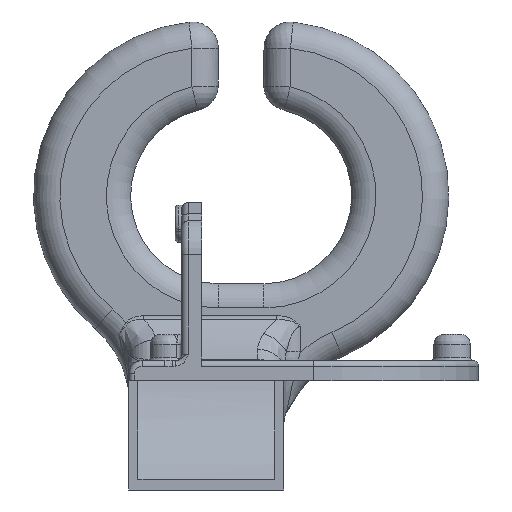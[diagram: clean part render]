
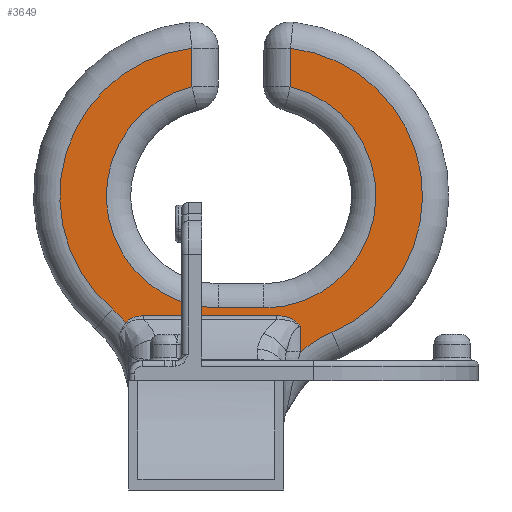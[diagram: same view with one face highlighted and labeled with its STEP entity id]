
A CAD part, left-side view. The second image highlights one B-rep face of the part: STEP entity #3649.
In plain terms, the highlighted planar face has unit normal (-1, 0, 0).
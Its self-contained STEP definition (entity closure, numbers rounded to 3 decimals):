
#245=B_SPLINE_CURVE_WITH_KNOTS('',3,(#7935,#7936,#7937,#7938,#7939,#7940,
#7941,#7942,#7943,#7944,#7945,#7946),.UNSPECIFIED.,.F.,.F.,(4,2,1,1,1,1,
1,1,4),(-0.409,-0.409,-0.327,-0.245,
-0.163,-0.123,-0.082,-0.041,
0.),.UNSPECIFIED.);
#246=B_SPLINE_CURVE_WITH_KNOTS('',3,(#7971,#7972,#7973,#7974,#7975),
 .UNSPECIFIED.,.F.,.F.,(4,1,4),(-0.299,-0.128,0.),
 .UNSPECIFIED.);
#481=CIRCLE('',#3954,17.013);
#486=CIRCLE('',#3962,17.013);
#534=CIRCLE('',#4051,18.5);
#535=CIRCLE('',#4053,18.5);
#544=CIRCLE('',#4069,22.5);
#545=CIRCLE('',#4070,22.5);
#749=FACE_OUTER_BOUND('',#980,.T.);
#980=EDGE_LOOP('',(#3286,#3287,#3288,#3289,#3290,#3291,#3292,#3293,#3294,
#3295,#3296,#3297,#3298));
#1165=LINE('',#6442,#1361);
#1174=LINE('',#6546,#1370);
#1193=LINE('',#7950,#1389);
#1194=LINE('',#8002,#1390);
#1195=LINE('',#8005,#1391);
#1361=VECTOR('',#4789,10.);
#1370=VECTOR('',#4830,10.);
#1389=VECTOR('',#5069,10.);
#1390=VECTOR('',#5074,10.);
#1391=VECTOR('',#5077,10.);
#1647=VERTEX_POINT('',#6439);
#1648=VERTEX_POINT('',#6441);
#1661=VERTEX_POINT('',#6497);
#1663=VERTEX_POINT('',#6545);
#1669=VERTEX_POINT('',#6659);
#1723=VERTEX_POINT('',#7691);
#1725=VERTEX_POINT('',#7704);
#1727=VERTEX_POINT('',#7714);
#1728=VERTEX_POINT('',#7721);
#1735=VERTEX_POINT('',#7920);
#1736=VERTEX_POINT('',#7922);
#1737=VERTEX_POINT('',#7948);
#1738=VERTEX_POINT('',#8003);
#2106=EDGE_CURVE('',#1647,#1648,#1165,.T.);
#2124=EDGE_CURVE('',#1648,#1661,#481,.T.);
#2129=EDGE_CURVE('',#1661,#1663,#1174,.T.);
#2138=EDGE_CURVE('',#1663,#1669,#486,.T.);
#2248=EDGE_CURVE('',#1725,#1723,#534,.T.);
#2251=EDGE_CURVE('',#1727,#1728,#535,.T.);
#2271=EDGE_CURVE('',#1736,#1735,#245,.T.);
#2273=EDGE_CURVE('',#1735,#1737,#1193,.T.);
#2274=EDGE_CURVE('',#1737,#1727,#246,.T.);
#2276=EDGE_CURVE('',#1723,#1736,#1194,.T.);
#2277=EDGE_CURVE('',#1738,#1725,#544,.T.);
#2278=EDGE_CURVE('',#1669,#1738,#1195,.T.);
#2279=EDGE_CURVE('',#1728,#1647,#545,.T.);
#3286=ORIENTED_EDGE('',*,*,#2274,.F.);
#3287=ORIENTED_EDGE('',*,*,#2273,.F.);
#3288=ORIENTED_EDGE('',*,*,#2271,.F.);
#3289=ORIENTED_EDGE('',*,*,#2276,.F.);
#3290=ORIENTED_EDGE('',*,*,#2248,.F.);
#3291=ORIENTED_EDGE('',*,*,#2277,.F.);
#3292=ORIENTED_EDGE('',*,*,#2278,.F.);
#3293=ORIENTED_EDGE('',*,*,#2138,.F.);
#3294=ORIENTED_EDGE('',*,*,#2129,.F.);
#3295=ORIENTED_EDGE('',*,*,#2124,.F.);
#3296=ORIENTED_EDGE('',*,*,#2106,.F.);
#3297=ORIENTED_EDGE('',*,*,#2279,.F.);
#3298=ORIENTED_EDGE('',*,*,#2251,.F.);
#3446=PLANE('',#4068);
#3649=ADVANCED_FACE('',(#749),#3446,.T.);
#3954=AXIS2_PLACEMENT_3D('',#6498,#4821,#4822);
#3962=AXIS2_PLACEMENT_3D('',#6660,#4841,#4842);
#4051=AXIS2_PLACEMENT_3D('',#7706,#5033,#5034);
#4053=AXIS2_PLACEMENT_3D('',#7722,#5037,#5038);
#4068=AXIS2_PLACEMENT_3D('',#8001,#5072,#5073);
#4069=AXIS2_PLACEMENT_3D('',#8004,#5075,#5076);
#4070=AXIS2_PLACEMENT_3D('',#8006,#5078,#5079);
#4789=DIRECTION('',(0.,0.,-1.));
#4821=DIRECTION('center_axis',(-1.,0.,0.));
#4822=DIRECTION('ref_axis',(0.,1.,0.));
#4830=DIRECTION('',(0.,-1.,0.));
#4841=DIRECTION('center_axis',(-1.,0.,0.));
#4842=DIRECTION('ref_axis',(0.,-1.,0.003));
#5033=DIRECTION('center_axis',(-1.,0.,0.));
#5034=DIRECTION('ref_axis',(0.,0.834,0.552));
#5037=DIRECTION('center_axis',(-1.,0.,0.));
#5038=DIRECTION('ref_axis',(0.,-0.907,0.42));
#5069=DIRECTION('',(0.,1.,0.));
#5072=DIRECTION('center_axis',(-1.,0.,0.));
#5073=DIRECTION('ref_axis',(0.,0.,
-1.));
#5074=DIRECTION('',(0.,0.,1.));
#5075=DIRECTION('center_axis',(1.,0.,0.));
#5076=DIRECTION('ref_axis',(0.,-0.974,0.227));
#5077=DIRECTION('',(0.,-0.008,1.));
#5078=DIRECTION('center_axis',(1.,0.,0.));
#5079=DIRECTION('ref_axis',(0.,0.928,0.372));
#6439=CARTESIAN_POINT('',(61.,40.542,50.382));
#6441=CARTESIAN_POINT('',(61.,40.542,44.547));
#6442=CARTESIAN_POINT('',(61.,40.542,28.016));
#6497=CARTESIAN_POINT('',(61.,36.545,11.003));
#6498=CARTESIAN_POINT('Origin',(61.,36.521,28.016));
#6545=CARTESIAN_POINT('',(61.,29.621,11.003));
#6546=CARTESIAN_POINT('',(61.,48.596,11.003));
#6659=CARTESIAN_POINT('',(61.,25.666,44.557));
#6660=CARTESIAN_POINT('Origin',(61.,29.646,28.016));
#7691=CARTESIAN_POINT('',(61.,24.096,4.342));
#7704=CARTESIAN_POINT('',(61.,19.31,7.297));
#7706=CARTESIAN_POINT('Origin',(61.,12.096,-9.738));
#7714=CARTESIAN_POINT('',(61.,50.571,8.806));
#7721=CARTESIAN_POINT('',(61.,52.633,10.854));
#7722=CARTESIAN_POINT('Origin',(61.,64.596,-3.258));
#7920=CARTESIAN_POINT('',(61.,27.67,9.83));
#7922=CARTESIAN_POINT('',(61.,24.096,8.182));
#7935=CARTESIAN_POINT('Ctrl Pts',(61.,24.096,8.182));
#7936=CARTESIAN_POINT('Ctrl Pts',(61.,24.098,8.185));
#7937=CARTESIAN_POINT('Ctrl Pts',(61.,24.099,8.187));
#7938=CARTESIAN_POINT('Ctrl Pts',(61.,24.232,8.428));
#7939=CARTESIAN_POINT('Ctrl Pts',(61.,24.591,8.855));
#7940=CARTESIAN_POINT('Ctrl Pts',(61.,25.277,9.314));
#7941=CARTESIAN_POINT('Ctrl Pts',(61.,25.914,9.57));
#7942=CARTESIAN_POINT('Ctrl Pts',(61.,26.444,9.708));
#7943=CARTESIAN_POINT('Ctrl Pts',(61.,26.85,9.779));
#7944=CARTESIAN_POINT('Ctrl Pts',(61.,27.26,9.821));
#7945=CARTESIAN_POINT('Ctrl Pts',(61.,27.534,9.83));
#7946=CARTESIAN_POINT('Ctrl Pts',(61.,27.67,9.83));
#7948=CARTESIAN_POINT('',(61.,47.865,9.83));
#7950=CARTESIAN_POINT('',(61.,48.596,9.83));
#7971=CARTESIAN_POINT('Ctrl Pts',(61.,47.865,9.83));
#7972=CARTESIAN_POINT('Ctrl Pts',(61.,48.434,9.83));
#7973=CARTESIAN_POINT('Ctrl Pts',(61.,49.438,9.687));
#7974=CARTESIAN_POINT('Ctrl Pts',(61.,50.31,9.144));
#7975=CARTESIAN_POINT('Ctrl Pts',(61.,50.571,8.806));
#8001=CARTESIAN_POINT('Origin',(61.,48.596,15.003));
#8002=CARTESIAN_POINT('',(61.,24.096,7.103));
#8003=CARTESIAN_POINT('',(61.,25.616,50.381));
#8004=CARTESIAN_POINT('Origin',(61.,28.083,28.016));
#8005=CARTESIAN_POINT('',(61.,25.75,34.625));
#8006=CARTESIAN_POINT('Origin',(61.,38.083,28.016));
